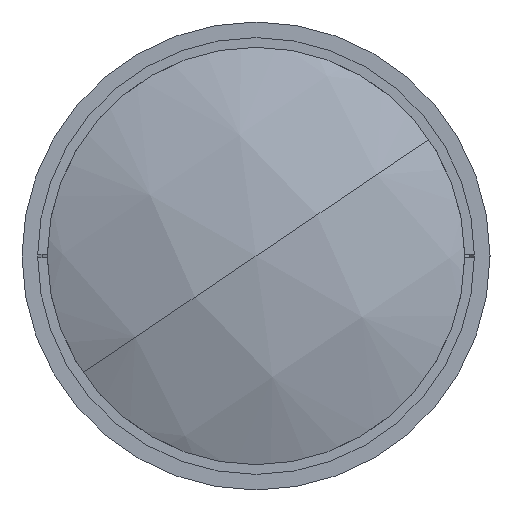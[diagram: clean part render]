
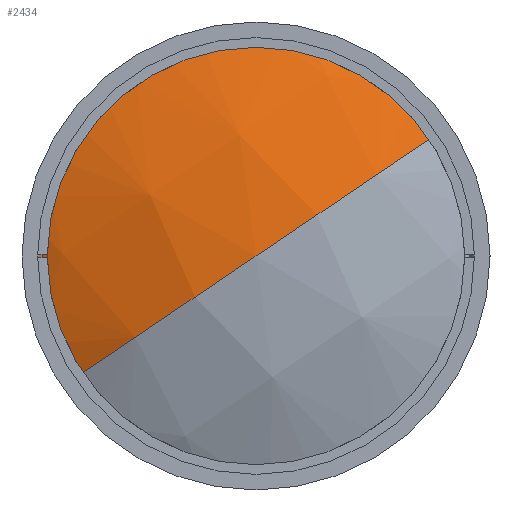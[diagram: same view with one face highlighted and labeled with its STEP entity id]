
A CAD part, left-side view. The second image highlights one B-rep face of the part: STEP entity #2434.
In plain terms, the highlighted spherical face has radius 133.05 mm.
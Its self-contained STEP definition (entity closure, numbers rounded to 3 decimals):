
#409 = AXIS2_PLACEMENT_3D ( 'NONE', #20114, #9945, #21815 ) ;
#1720 = DIRECTION ( 'NONE',  ( 0., -0.558, -0.83 ) ) ;
#2318 = EDGE_CURVE ( 'NONE', #18554, #5222, #17999, .T. ) ;
#2434 = ADVANCED_FACE ( 'NONE', ( #2857 ), #20361, .T. ) ;
#2857 = FACE_OUTER_BOUND ( 'NONE', #3946, .T. ) ;
#3946 = EDGE_LOOP ( 'NONE', ( #18344, #5816, #5571 ) ) ;
#4118 = EDGE_CURVE ( 'NONE', #18554, #7446, #6020, .T. ) ;
#5222 = VERTEX_POINT ( 'NONE', #15220 ) ;
#5571 = ORIENTED_EDGE ( 'NONE', *, *, #4118, .F. ) ;
#5816 = ORIENTED_EDGE ( 'NONE', *, *, #18772, .T. ) ;
#6020 = CIRCLE ( 'NONE', #21271, 133.05 ) ;
#7175 = AXIS2_PLACEMENT_3D ( 'NONE', #19130, #8954, #20835 ) ;
#7446 = VERTEX_POINT ( 'NONE', #20357 ) ;
#8954 = DIRECTION ( 'NONE',  ( 0., 0.558, 0.83 ) ) ;
#9945 = DIRECTION ( 'NONE',  ( -1., 0., 0. ) ) ;
#10594 = AXIS2_PLACEMENT_3D ( 'NONE', #14877, #14955, #20072 ) ;
#11828 = CARTESIAN_POINT ( 'NONE',  ( 134.55, 0., 0. ) ) ;
#13535 = DIRECTION ( 'NONE',  ( 0., 0.83, -0.558 ) ) ;
#14877 = CARTESIAN_POINT ( 'NONE',  ( 134.55, 0., 0. ) ) ;
#14955 = DIRECTION ( 'NONE',  ( 0., 0.558, 0.83 ) ) ;
#15220 = CARTESIAN_POINT ( 'NONE',  ( 13.4, 45.636, -30.697 ) ) ;
#17097 = CIRCLE ( 'NONE', #7175, 133.05 ) ;
#17999 = CIRCLE ( 'NONE', #409, 55. ) ;
#18344 = ORIENTED_EDGE ( 'NONE', *, *, #2318, .T. ) ;
#18554 = VERTEX_POINT ( 'NONE', #19514 ) ;
#18772 = EDGE_CURVE ( 'NONE', #5222, #7446, #17097, .T. ) ;
#19130 = CARTESIAN_POINT ( 'NONE',  ( 134.55, 0., 0. ) ) ;
#19514 = CARTESIAN_POINT ( 'NONE',  ( 13.4, -45.636, 30.697 ) ) ;
#20072 = DIRECTION ( 'NONE',  ( 0., -0.83, 0.558 ) ) ;
#20114 = CARTESIAN_POINT ( 'NONE',  ( 13.4, 0., 0. ) ) ;
#20357 = CARTESIAN_POINT ( 'NONE',  ( 1.5, 0., 0. ) ) ;
#20361 = SPHERICAL_SURFACE ( 'NONE', #10594, 133.05 ) ;
#20835 = DIRECTION ( 'NONE',  ( 0., -0.83, 0.558 ) ) ;
#21271 = AXIS2_PLACEMENT_3D ( 'NONE', #11828, #1720, #13535 ) ;
#21815 = DIRECTION ( 'NONE',  ( 0., 0.558, 0.83 ) ) ;
